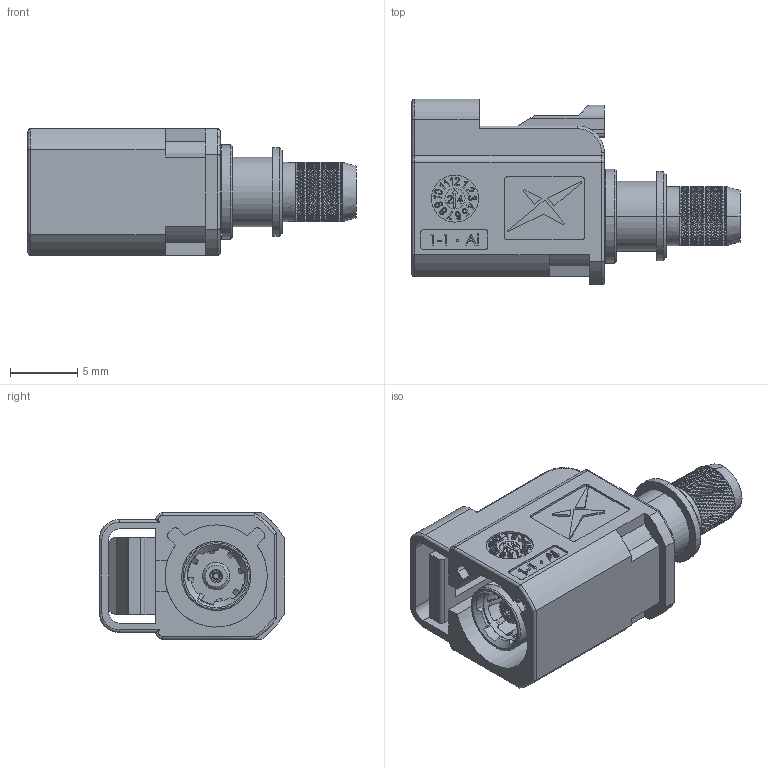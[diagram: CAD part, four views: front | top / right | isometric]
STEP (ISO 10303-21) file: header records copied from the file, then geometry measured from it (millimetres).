
FILE_DESCRIPTION (( 'STEP AP214' ), '1' );
FILE_NAME ('3D-WEB CON.000910-FAKRA Gen 2 Code D Jack-TGC200.STEP', '2024-06-20T10:57:01', ( '' ), ( '' ), 'SwSTEP 2.0', 'SolidWorks 2022', '' );
FILE_SCHEMA (( 'AUTOMOTIVE_DESIGN' ));
Length unit declared in the file: millimetre
Products named in the file (1): 3D-WEB CON.000910-FAKRA Gen 2 Code D Jack-TGC200
Bounding box: 24.4 x 13.8 x 9.4 mm (x, y, z)
Volume: 1173 mm3; surface area: 1872.6 mm2
Topology: 1 solids, 1 shells, 4273 faces, 9189 edges, 4936 vertices
Faces by surface type: bspline 2926, cylinder 824, plane 480, cone 29, torus 14
Entity records: 128043 total; most frequent: CARTESIAN_POINT 61684, ORIENTED_EDGE 18378, EDGE_CURVE 9189, DIRECTION 5347, VERTEX_POINT 4936, EDGE_LOOP 4331, ADVANCED_FACE 4273, FACE_OUTER_BOUND 4273
